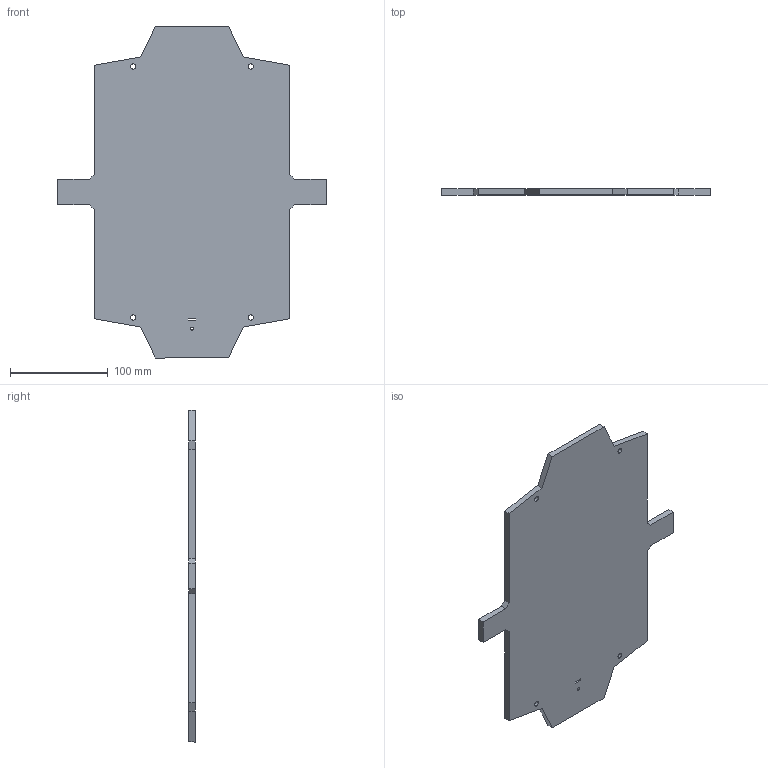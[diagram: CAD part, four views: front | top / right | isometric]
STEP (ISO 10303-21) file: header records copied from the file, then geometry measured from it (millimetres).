
FILE_DESCRIPTION (( 'STEP AP203' ), '1' );
FILE_NAME ('top plate_Default_sldprt.STEP', '2017-04-19T20:13:32', ( '' ), ( '' ), 'SwSTEP 2.0', 'SolidWorks 2016', '' );
FILE_SCHEMA (( 'CONFIG_CONTROL_DESIGN' ));
Length unit declared in the file: millimetre
Products named in the file (1): top plate_Default_sldprt
Bounding box: 275.4 x 6.35 x 340 mm (x, y, z)
Volume: 394357.1 mm3; surface area: 132073.3 mm2
Topology: 1 solids, 1 shells, 40 faces, 114 edges, 76 vertices
Faces by surface type: plane 30, cylinder 10
Entity records: 1399 total; most frequent: CARTESIAN_POINT 231, ORIENTED_EDGE 228, DIRECTION 216, EDGE_CURVE 114, LINE 94, VECTOR 94, VERTEX_POINT 76, AXIS2_PLACEMENT_3D 61
